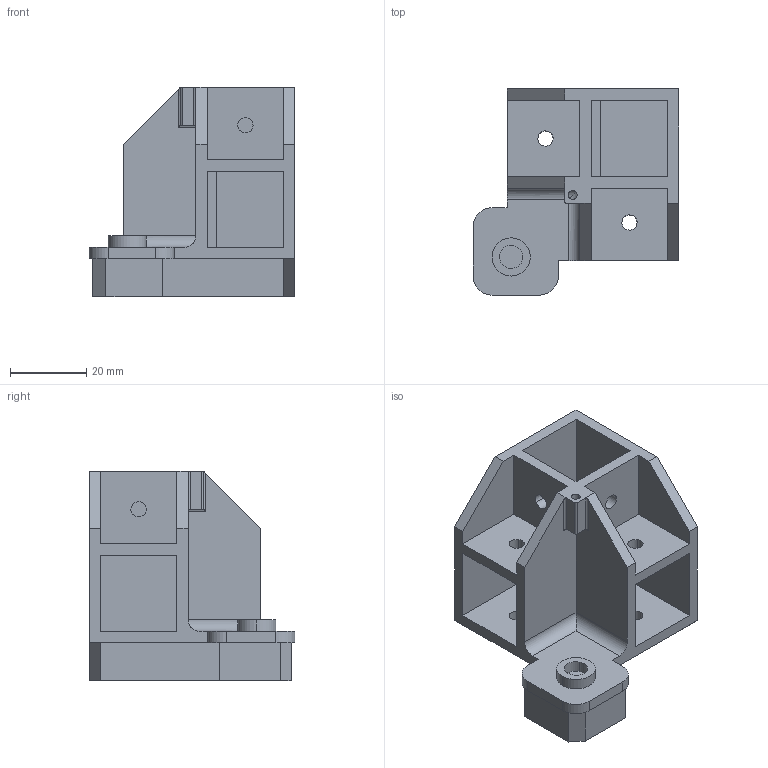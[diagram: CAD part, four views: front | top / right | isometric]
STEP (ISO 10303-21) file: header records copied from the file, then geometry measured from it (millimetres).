
FILE_DESCRIPTION(('CATIA V5 STEP Exchange'),'2;1');
FILE_NAME('Symmetry of pied .stp','2014-02-18T11:21:46+00:00',('none'),('none'),'CATIA Version 5 Release 19 GA (IN-10)','CATIA V5 STEP AP203','none');
FILE_SCHEMA(('CONFIG_CONTROL_DESIGN'));
Length unit declared in the file: millimetre
Products named in the file (1): Symmetry of pied 
Bounding box: 54 x 54 x 55 mm (x, y, z)
Volume: 31055.7 mm3; surface area: 21935.1 mm2
Topology: 1 solids, 1 shells, 88 faces, 241 edges, 157 vertices
Faces by surface type: plane 60, cylinder 28
Entity records: 2687 total; most frequent: CARTESIAN_POINT 499, ORIENTED_EDGE 482, DIRECTION 357, EDGE_CURVE 241, VECTOR 189, LINE 189, VERTEX_POINT 157, AXIS2_PLACEMENT_3D 108
